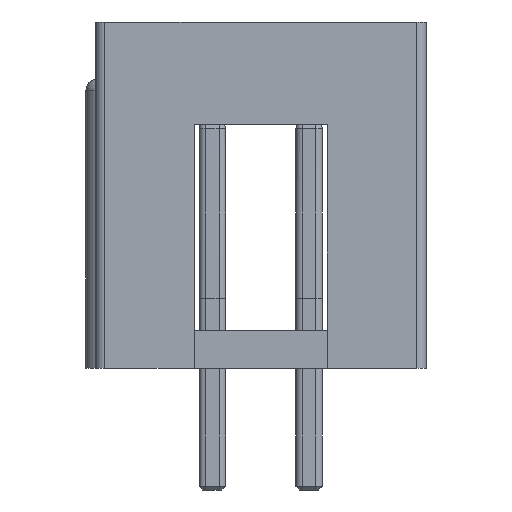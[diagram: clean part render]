
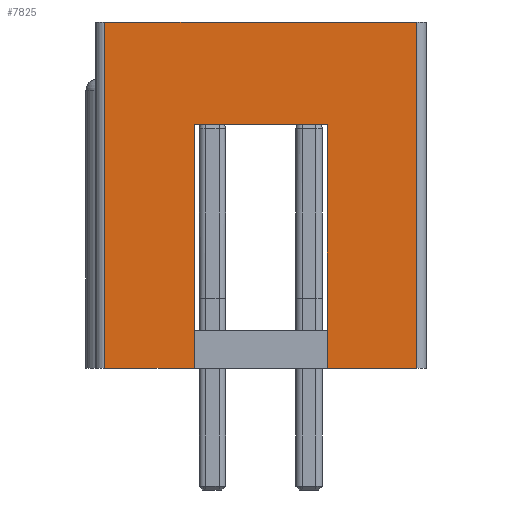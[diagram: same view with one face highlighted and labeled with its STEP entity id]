
A CAD part, left-side view. The second image highlights one B-rep face of the part: STEP entity #7825.
In plain terms, the highlighted planar face has unit normal (-1, 0, 0).
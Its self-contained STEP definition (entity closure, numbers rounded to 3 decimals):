
#69 = PLANE('',#70);
#70 = AXIS2_PLACEMENT_3D('',#71,#72,#73);
#71 = CARTESIAN_POINT('',(0.,0.,0.));
#72 = DIRECTION('',(0.,0.,1.));
#73 = DIRECTION('',(1.,0.,-0.));
#122 = VERTEX_POINT('',#123);
#123 = CARTESIAN_POINT('',(-20.5,4.1,0.));
#138 = CYLINDRICAL_SURFACE('',#139,0.25);
#139 = AXIS2_PLACEMENT_3D('',#140,#141,#142);
#140 = CARTESIAN_POINT('',(-20.25,4.1,0.));
#141 = DIRECTION('',(0.,0.,1.));
#142 = DIRECTION('',(-0.,1.,0.));
#150 = EDGE_CURVE('',#122,#151,#153,.T.);
#151 = VERTEX_POINT('',#152);
#152 = CARTESIAN_POINT('',(-20.5,1.75,0.));
#153 = SURFACE_CURVE('',#154,(#158,#165),.PCURVE_S1.);
#154 = LINE('',#155,#156);
#155 = CARTESIAN_POINT('',(-20.5,4.35,0.));
#156 = VECTOR('',#157,1.);
#157 = DIRECTION('',(0.,-1.,0.));
#158 = PCURVE('',#69,#159);
#159 = DEFINITIONAL_REPRESENTATION('',(#160),#164);
#160 = LINE('',#161,#162);
#161 = CARTESIAN_POINT('',(-20.5,4.35));
#162 = VECTOR('',#163,1.);
#163 = DIRECTION('',(0.,-1.));
#164 = ( GEOMETRIC_REPRESENTATION_CONTEXT(2) 
PARAMETRIC_REPRESENTATION_CONTEXT() REPRESENTATION_CONTEXT('2D SPACE',''
  ) );
#165 = PCURVE('',#166,#171);
#166 = PLANE('',#167);
#167 = AXIS2_PLACEMENT_3D('',#168,#169,#170);
#168 = CARTESIAN_POINT('',(-20.5,4.35,0.));
#169 = DIRECTION('',(1.,0.,-0.));
#170 = DIRECTION('',(0.,-1.,0.));
#171 = DEFINITIONAL_REPRESENTATION('',(#172),#176);
#172 = LINE('',#173,#174);
#173 = CARTESIAN_POINT('',(0.,0.));
#174 = VECTOR('',#175,1.);
#175 = DIRECTION('',(1.,0.));
#176 = ( GEOMETRIC_REPRESENTATION_CONTEXT(2) 
PARAMETRIC_REPRESENTATION_CONTEXT() REPRESENTATION_CONTEXT('2D SPACE',''
  ) );
#194 = PLANE('',#195);
#195 = AXIS2_PLACEMENT_3D('',#196,#197,#198);
#196 = CARTESIAN_POINT('',(-19.5,1.75,0.));
#197 = DIRECTION('',(0.,-1.,0.));
#198 = DIRECTION('',(-1.,0.,0.));
#235 = VERTEX_POINT('',#236);
#236 = CARTESIAN_POINT('',(-20.5,-1.75,0.));
#250 = PLANE('',#251);
#251 = AXIS2_PLACEMENT_3D('',#252,#253,#254);
#252 = CARTESIAN_POINT('',(-20.5,-1.75,0.));
#253 = DIRECTION('',(0.,1.,0.));
#254 = DIRECTION('',(1.,0.,0.));
#262 = EDGE_CURVE('',#235,#263,#265,.T.);
#263 = VERTEX_POINT('',#264);
#264 = CARTESIAN_POINT('',(-20.5,-4.1,0.));
#265 = SURFACE_CURVE('',#266,(#270,#277),.PCURVE_S1.);
#266 = LINE('',#267,#268);
#267 = CARTESIAN_POINT('',(-20.5,4.35,0.));
#268 = VECTOR('',#269,1.);
#269 = DIRECTION('',(0.,-1.,0.));
#270 = PCURVE('',#69,#271);
#271 = DEFINITIONAL_REPRESENTATION('',(#272),#276);
#272 = LINE('',#273,#274);
#273 = CARTESIAN_POINT('',(-20.5,4.35));
#274 = VECTOR('',#275,1.);
#275 = DIRECTION('',(0.,-1.));
#276 = ( GEOMETRIC_REPRESENTATION_CONTEXT(2) 
PARAMETRIC_REPRESENTATION_CONTEXT() REPRESENTATION_CONTEXT('2D SPACE',''
  ) );
#277 = PCURVE('',#166,#278);
#278 = DEFINITIONAL_REPRESENTATION('',(#279),#283);
#279 = LINE('',#280,#281);
#280 = CARTESIAN_POINT('',(0.,0.));
#281 = VECTOR('',#282,1.);
#282 = DIRECTION('',(1.,0.));
#283 = ( GEOMETRIC_REPRESENTATION_CONTEXT(2) 
PARAMETRIC_REPRESENTATION_CONTEXT() REPRESENTATION_CONTEXT('2D SPACE',''
  ) );
#306 = CYLINDRICAL_SURFACE('',#307,0.25);
#307 = AXIS2_PLACEMENT_3D('',#308,#309,#310);
#308 = CARTESIAN_POINT('',(-20.25,-4.1,0.));
#309 = DIRECTION('',(0.,0.,1.));
#310 = DIRECTION('',(0.,-1.,0.));
#6611 = PLANE('',#6612);
#6612 = AXIS2_PLACEMENT_3D('',#6613,#6614,#6615);
#6613 = CARTESIAN_POINT('',(0.,0.,9.1));
#6614 = DIRECTION('',(0.,0.,1.));
#6615 = DIRECTION('',(1.,0.,-0.));
#7780 = EDGE_CURVE('',#122,#7781,#7783,.T.);
#7781 = VERTEX_POINT('',#7782);
#7782 = CARTESIAN_POINT('',(-20.5,4.1,9.1));
#7783 = SURFACE_CURVE('',#7784,(#7788,#7795),.PCURVE_S1.);
#7784 = LINE('',#7785,#7786);
#7785 = CARTESIAN_POINT('',(-20.5,4.1,0.));
#7786 = VECTOR('',#7787,1.);
#7787 = DIRECTION('',(0.,0.,1.));
#7788 = PCURVE('',#138,#7789);
#7789 = DEFINITIONAL_REPRESENTATION('',(#7790),#7794);
#7790 = LINE('',#7791,#7792);
#7791 = CARTESIAN_POINT('',(1.571,0.));
#7792 = VECTOR('',#7793,1.);
#7793 = DIRECTION('',(0.,1.));
#7794 = ( GEOMETRIC_REPRESENTATION_CONTEXT(2) 
PARAMETRIC_REPRESENTATION_CONTEXT() REPRESENTATION_CONTEXT('2D SPACE',''
  ) );
#7795 = PCURVE('',#166,#7796);
#7796 = DEFINITIONAL_REPRESENTATION('',(#7797),#7801);
#7797 = LINE('',#7798,#7799);
#7798 = CARTESIAN_POINT('',(0.25,0.));
#7799 = VECTOR('',#7800,1.);
#7800 = DIRECTION('',(0.,-1.));
#7801 = ( GEOMETRIC_REPRESENTATION_CONTEXT(2) 
PARAMETRIC_REPRESENTATION_CONTEXT() REPRESENTATION_CONTEXT('2D SPACE',''
  ) );
#7825 = ADVANCED_FACE('',(#7826),#166,.F.);
#7826 = FACE_BOUND('',#7827,.F.);
#7827 = EDGE_LOOP('',(#7828,#7829,#7830,#7853,#7874,#7875,#7898,#7926));
#7828 = ORIENTED_EDGE('',*,*,#150,.F.);
#7829 = ORIENTED_EDGE('',*,*,#7780,.T.);
#7830 = ORIENTED_EDGE('',*,*,#7831,.T.);
#7831 = EDGE_CURVE('',#7781,#7832,#7834,.T.);
#7832 = VERTEX_POINT('',#7833);
#7833 = CARTESIAN_POINT('',(-20.5,-4.1,9.1));
#7834 = SURFACE_CURVE('',#7835,(#7839,#7846),.PCURVE_S1.);
#7835 = LINE('',#7836,#7837);
#7836 = CARTESIAN_POINT('',(-20.5,4.35,9.1));
#7837 = VECTOR('',#7838,1.);
#7838 = DIRECTION('',(0.,-1.,0.));
#7839 = PCURVE('',#166,#7840);
#7840 = DEFINITIONAL_REPRESENTATION('',(#7841),#7845);
#7841 = LINE('',#7842,#7843);
#7842 = CARTESIAN_POINT('',(0.,-9.1));
#7843 = VECTOR('',#7844,1.);
#7844 = DIRECTION('',(1.,0.));
#7845 = ( GEOMETRIC_REPRESENTATION_CONTEXT(2) 
PARAMETRIC_REPRESENTATION_CONTEXT() REPRESENTATION_CONTEXT('2D SPACE',''
  ) );
#7846 = PCURVE('',#6611,#7847);
#7847 = DEFINITIONAL_REPRESENTATION('',(#7848),#7852);
#7848 = LINE('',#7849,#7850);
#7849 = CARTESIAN_POINT('',(-20.5,4.35));
#7850 = VECTOR('',#7851,1.);
#7851 = DIRECTION('',(0.,-1.));
#7852 = ( GEOMETRIC_REPRESENTATION_CONTEXT(2) 
PARAMETRIC_REPRESENTATION_CONTEXT() REPRESENTATION_CONTEXT('2D SPACE',''
  ) );
#7853 = ORIENTED_EDGE('',*,*,#7854,.F.);
#7854 = EDGE_CURVE('',#263,#7832,#7855,.T.);
#7855 = SURFACE_CURVE('',#7856,(#7860,#7867),.PCURVE_S1.);
#7856 = LINE('',#7857,#7858);
#7857 = CARTESIAN_POINT('',(-20.5,-4.1,0.));
#7858 = VECTOR('',#7859,1.);
#7859 = DIRECTION('',(0.,0.,1.));
#7860 = PCURVE('',#166,#7861);
#7861 = DEFINITIONAL_REPRESENTATION('',(#7862),#7866);
#7862 = LINE('',#7863,#7864);
#7863 = CARTESIAN_POINT('',(8.45,0.));
#7864 = VECTOR('',#7865,1.);
#7865 = DIRECTION('',(0.,-1.));
#7866 = ( GEOMETRIC_REPRESENTATION_CONTEXT(2) 
PARAMETRIC_REPRESENTATION_CONTEXT() REPRESENTATION_CONTEXT('2D SPACE',''
  ) );
#7867 = PCURVE('',#306,#7868);
#7868 = DEFINITIONAL_REPRESENTATION('',(#7869),#7873);
#7869 = LINE('',#7870,#7871);
#7870 = CARTESIAN_POINT('',(-1.571,0.));
#7871 = VECTOR('',#7872,1.);
#7872 = DIRECTION('',(-0.,1.));
#7873 = ( GEOMETRIC_REPRESENTATION_CONTEXT(2) 
PARAMETRIC_REPRESENTATION_CONTEXT() REPRESENTATION_CONTEXT('2D SPACE',''
  ) );
#7874 = ORIENTED_EDGE('',*,*,#262,.F.);
#7875 = ORIENTED_EDGE('',*,*,#7876,.T.);
#7876 = EDGE_CURVE('',#235,#7877,#7879,.T.);
#7877 = VERTEX_POINT('',#7878);
#7878 = CARTESIAN_POINT('',(-20.5,-1.75,6.4));
#7879 = SURFACE_CURVE('',#7880,(#7884,#7891),.PCURVE_S1.);
#7880 = LINE('',#7881,#7882);
#7881 = CARTESIAN_POINT('',(-20.5,-1.75,0.));
#7882 = VECTOR('',#7883,1.);
#7883 = DIRECTION('',(0.,0.,1.));
#7884 = PCURVE('',#166,#7885);
#7885 = DEFINITIONAL_REPRESENTATION('',(#7886),#7890);
#7886 = LINE('',#7887,#7888);
#7887 = CARTESIAN_POINT('',(6.1,0.));
#7888 = VECTOR('',#7889,1.);
#7889 = DIRECTION('',(0.,-1.));
#7890 = ( GEOMETRIC_REPRESENTATION_CONTEXT(2) 
PARAMETRIC_REPRESENTATION_CONTEXT() REPRESENTATION_CONTEXT('2D SPACE',''
  ) );
#7891 = PCURVE('',#250,#7892);
#7892 = DEFINITIONAL_REPRESENTATION('',(#7893),#7897);
#7893 = LINE('',#7894,#7895);
#7894 = CARTESIAN_POINT('',(0.,0.));
#7895 = VECTOR('',#7896,1.);
#7896 = DIRECTION('',(0.,-1.));
#7897 = ( GEOMETRIC_REPRESENTATION_CONTEXT(2) 
PARAMETRIC_REPRESENTATION_CONTEXT() REPRESENTATION_CONTEXT('2D SPACE',''
  ) );
#7898 = ORIENTED_EDGE('',*,*,#7899,.F.);
#7899 = EDGE_CURVE('',#7900,#7877,#7902,.T.);
#7900 = VERTEX_POINT('',#7901);
#7901 = CARTESIAN_POINT('',(-20.5,1.75,6.4));
#7902 = SURFACE_CURVE('',#7903,(#7907,#7914),.PCURVE_S1.);
#7903 = LINE('',#7904,#7905);
#7904 = CARTESIAN_POINT('',(-20.5,1.75,6.4));
#7905 = VECTOR('',#7906,1.);
#7906 = DIRECTION('',(0.,-1.,0.));
#7907 = PCURVE('',#166,#7908);
#7908 = DEFINITIONAL_REPRESENTATION('',(#7909),#7913);
#7909 = LINE('',#7910,#7911);
#7910 = CARTESIAN_POINT('',(2.6,-6.4));
#7911 = VECTOR('',#7912,1.);
#7912 = DIRECTION('',(1.,0.));
#7913 = ( GEOMETRIC_REPRESENTATION_CONTEXT(2) 
PARAMETRIC_REPRESENTATION_CONTEXT() REPRESENTATION_CONTEXT('2D SPACE',''
  ) );
#7914 = PCURVE('',#7915,#7920);
#7915 = PLANE('',#7916);
#7916 = AXIS2_PLACEMENT_3D('',#7917,#7918,#7919);
#7917 = CARTESIAN_POINT('',(-20.,0.,6.4));
#7918 = DIRECTION('',(0.,0.,1.));
#7919 = DIRECTION('',(1.,0.,-0.));
#7920 = DEFINITIONAL_REPRESENTATION('',(#7921),#7925);
#7921 = LINE('',#7922,#7923);
#7922 = CARTESIAN_POINT('',(-0.5,1.75));
#7923 = VECTOR('',#7924,1.);
#7924 = DIRECTION('',(0.,-1.));
#7925 = ( GEOMETRIC_REPRESENTATION_CONTEXT(2) 
PARAMETRIC_REPRESENTATION_CONTEXT() REPRESENTATION_CONTEXT('2D SPACE',''
  ) );
#7926 = ORIENTED_EDGE('',*,*,#7927,.F.);
#7927 = EDGE_CURVE('',#151,#7900,#7928,.T.);
#7928 = SURFACE_CURVE('',#7929,(#7933,#7940),.PCURVE_S1.);
#7929 = LINE('',#7930,#7931);
#7930 = CARTESIAN_POINT('',(-20.5,1.75,0.));
#7931 = VECTOR('',#7932,1.);
#7932 = DIRECTION('',(0.,0.,1.));
#7933 = PCURVE('',#166,#7934);
#7934 = DEFINITIONAL_REPRESENTATION('',(#7935),#7939);
#7935 = LINE('',#7936,#7937);
#7936 = CARTESIAN_POINT('',(2.6,0.));
#7937 = VECTOR('',#7938,1.);
#7938 = DIRECTION('',(0.,-1.));
#7939 = ( GEOMETRIC_REPRESENTATION_CONTEXT(2) 
PARAMETRIC_REPRESENTATION_CONTEXT() REPRESENTATION_CONTEXT('2D SPACE',''
  ) );
#7940 = PCURVE('',#194,#7941);
#7941 = DEFINITIONAL_REPRESENTATION('',(#7942),#7946);
#7942 = LINE('',#7943,#7944);
#7943 = CARTESIAN_POINT('',(1.,0.));
#7944 = VECTOR('',#7945,1.);
#7945 = DIRECTION('',(0.,-1.));
#7946 = ( GEOMETRIC_REPRESENTATION_CONTEXT(2) 
PARAMETRIC_REPRESENTATION_CONTEXT() REPRESENTATION_CONTEXT('2D SPACE',''
  ) );
